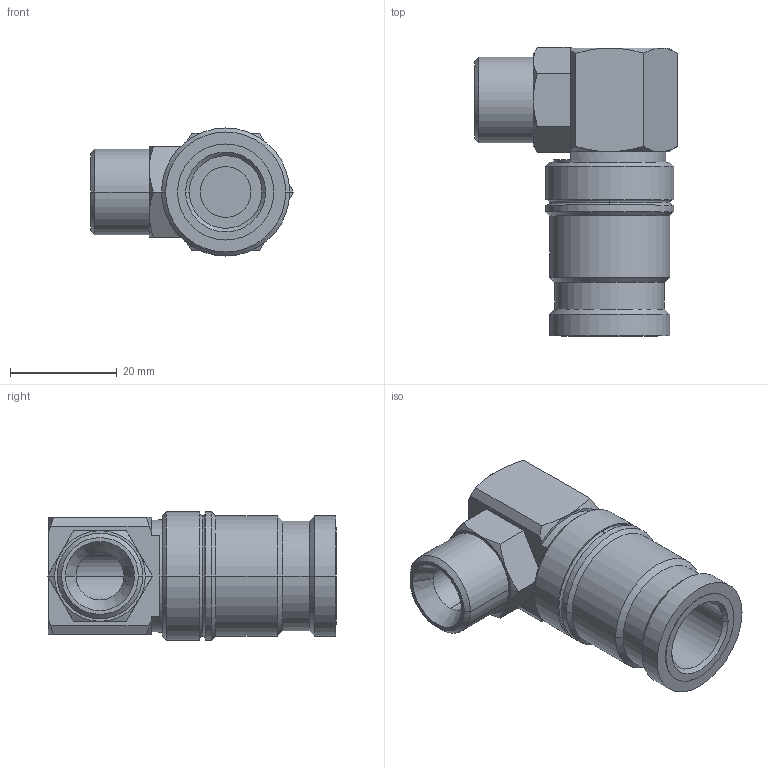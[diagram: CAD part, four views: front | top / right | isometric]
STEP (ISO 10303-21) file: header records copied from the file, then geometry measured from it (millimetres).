
FILE_DESCRIPTION(('STEP AP214'),'1');
FILE_NAME('esdf_1615_a-90ab.stp','2020-04-22T09:46:52',('TraceParts'),('TraceParts S.A.'),'Spatial InterOp 3D',' ',' ');
FILE_SCHEMA(('automotive_design'));
Length unit declared in the file: millimetre
Products named in the file (1): 1
Bounding box: 38 x 54.12 x 24 mm (x, y, z)
Volume: 18545.6 mm3; surface area: 7962.5 mm2
Topology: 1 solids, 1 shells, 86 faces, 198 edges, 120 vertices
Faces by surface type: cone 34, plane 26, cylinder 22, torus 4
Entity records: 3232 total; most frequent: CARTESIAN_POINT 625, DIRECTION 418, ORIENTED_EDGE 396, EDGE_CURVE 198, AXIS2_PLACEMENT_3D 173, VERTEX_POINT 120, EDGE_LOOP 94, STYLED_ITEM 86
